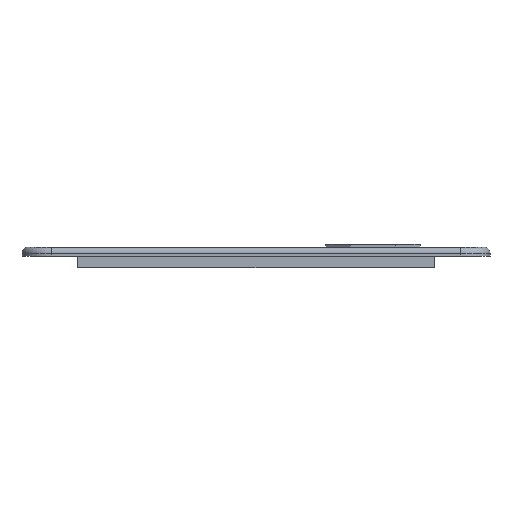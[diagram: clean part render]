
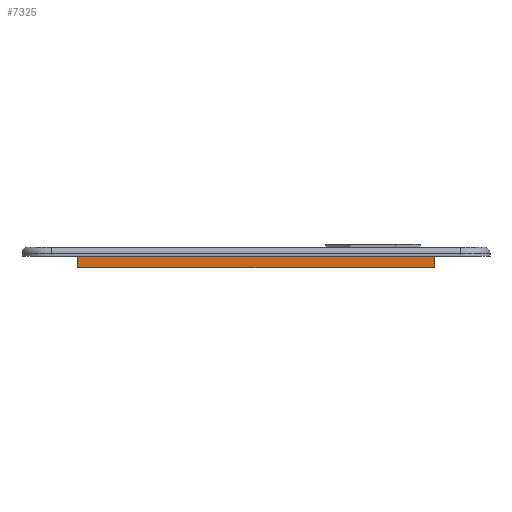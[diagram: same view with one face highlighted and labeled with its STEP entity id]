
A CAD part, front view. The second image highlights one B-rep face of the part: STEP entity #7325.
In plain terms, the highlighted planar face has unit normal (0, -1, 0).
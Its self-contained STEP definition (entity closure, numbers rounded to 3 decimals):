
#984=FACE_OUTER_BOUND('',#1398,.T.);
#1398=EDGE_LOOP('',(#6318,#6319,#6320,#6321));
#1904=LINE('',#12767,#2607);
#2113=LINE('',#13302,#2816);
#2114=LINE('',#13305,#2817);
#2115=LINE('',#13306,#2818);
#2607=VECTOR('',#8639,10.);
#2816=VECTOR('',#9220,10.);
#2817=VECTOR('',#9223,10.);
#2818=VECTOR('',#9224,10.);
#3386=VERTEX_POINT('',#12764);
#3387=VERTEX_POINT('',#12766);
#3527=VERTEX_POINT('',#13300);
#3528=VERTEX_POINT('',#13304);
#4290=EDGE_CURVE('',#3386,#3387,#1904,.T.);
#4559=EDGE_CURVE('',#3527,#3387,#2113,.T.);
#4560=EDGE_CURVE('',#3527,#3528,#2114,.T.);
#4561=EDGE_CURVE('',#3528,#3386,#2115,.T.);
#6318=ORIENTED_EDGE('',*,*,#4560,.F.);
#6319=ORIENTED_EDGE('',*,*,#4559,.T.);
#6320=ORIENTED_EDGE('',*,*,#4290,.F.);
#6321=ORIENTED_EDGE('',*,*,#4561,.F.);
#6944=PLANE('',#7758);
#7325=ADVANCED_FACE('',(#984),#6944,.T.);
#7758=AXIS2_PLACEMENT_3D('',#13303,#9221,#9222);
#8639=DIRECTION('',(-1.,0.,0.));
#9220=DIRECTION('',(0.,0.,-1.));
#9221=DIRECTION('center_axis',(0.,-1.,0.));
#9222=DIRECTION('ref_axis',(-1.,0.,0.));
#9223=DIRECTION('',(1.,0.,0.));
#9224=DIRECTION('',(0.,0.,-1.));
#12764=CARTESIAN_POINT('',(50.05,-46.665,-2.));
#12766=CARTESIAN_POINT('',(-10.95,-46.665,-2.));
#12767=CARTESIAN_POINT('',(-10.95,-46.665,-2.));
#13300=CARTESIAN_POINT('',(-10.95,-46.665,0.));
#13302=CARTESIAN_POINT('',(-10.95,-46.665,0.));
#13303=CARTESIAN_POINT('Origin',(50.05,-46.665,0.));
#13304=CARTESIAN_POINT('',(50.05,-46.665,0.));
#13305=CARTESIAN_POINT('',(34.8,-46.665,0.));
#13306=CARTESIAN_POINT('',(50.05,-46.665,0.));
